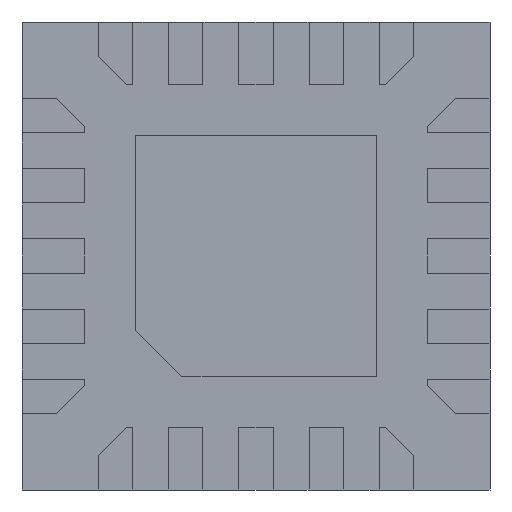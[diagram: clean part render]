
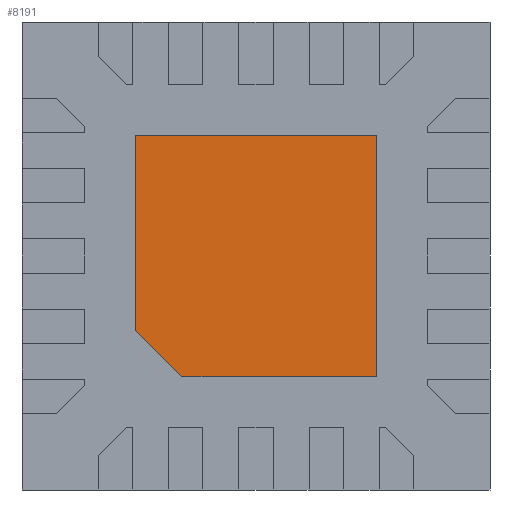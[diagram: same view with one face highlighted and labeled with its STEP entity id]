
A CAD part, front view. The second image highlights one B-rep face of the part: STEP entity #8191.
In plain terms, the highlighted planar face has unit normal (0, -1, 0).
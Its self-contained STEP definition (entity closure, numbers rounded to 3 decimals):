
#7806 = VERTEX_POINT('',#7807);
#7807 = CARTESIAN_POINT('',(0.775,0.,-0.775));
#7816 = PLANE('',#7817);
#7817 = AXIS2_PLACEMENT_3D('',#7818,#7819,#7820);
#7818 = CARTESIAN_POINT('',(0.775,-2.192,-0.775));
#7819 = DIRECTION('',(0.,0.,1.));
#7820 = DIRECTION('',(1.,0.,0.));
#7828 = PLANE('',#7829);
#7829 = AXIS2_PLACEMENT_3D('',#7830,#7831,#7832);
#7830 = CARTESIAN_POINT('',(0.775,-2.192,0.775));
#7831 = DIRECTION('',(-1.,0.,0.));
#7832 = DIRECTION('',(0.,0.,1.));
#7840 = EDGE_CURVE('',#7806,#7841,#7843,.T.);
#7841 = VERTEX_POINT('',#7842);
#7842 = CARTESIAN_POINT('',(-0.475,0.,-0.775));
#7843 = SURFACE_CURVE('',#7844,(#7848,#7855),.PCURVE_S1.);
#7844 = LINE('',#7845,#7846);
#7845 = CARTESIAN_POINT('',(0.775,0.,-0.775));
#7846 = VECTOR('',#7847,1.);
#7847 = DIRECTION('',(-1.,0.,0.));
#7848 = PCURVE('',#7816,#7849);
#7849 = DEFINITIONAL_REPRESENTATION('',(#7850),#7854);
#7850 = LINE('',#7851,#7852);
#7851 = CARTESIAN_POINT('',(0.,2.192));
#7852 = VECTOR('',#7853,1.);
#7853 = DIRECTION('',(-1.,0.));
#7854 = ( GEOMETRIC_REPRESENTATION_CONTEXT(2) 
PARAMETRIC_REPRESENTATION_CONTEXT() REPRESENTATION_CONTEXT('2D SPACE',''
  ) );
#7855 = PCURVE('',#7856,#7861);
#7856 = PLANE('',#7857);
#7857 = AXIS2_PLACEMENT_3D('',#7858,#7859,#7860);
#7858 = CARTESIAN_POINT('',(0.,0.,0.));
#7859 = DIRECTION('',(0.,1.,0.));
#7860 = DIRECTION('',(0.,0.,1.));
#7861 = DEFINITIONAL_REPRESENTATION('',(#7862),#7866);
#7862 = LINE('',#7863,#7864);
#7863 = CARTESIAN_POINT('',(-0.775,0.775));
#7864 = VECTOR('',#7865,1.);
#7865 = DIRECTION('',(0.,-1.));
#7866 = ( GEOMETRIC_REPRESENTATION_CONTEXT(2) 
PARAMETRIC_REPRESENTATION_CONTEXT() REPRESENTATION_CONTEXT('2D SPACE',''
  ) );
#7884 = PLANE('',#7885);
#7885 = AXIS2_PLACEMENT_3D('',#7886,#7887,#7888);
#7886 = CARTESIAN_POINT('',(-0.475,-2.192,-0.775));
#7887 = DIRECTION('',(0.707,0.,0.707));
#7888 = DIRECTION('',(0.707,0.,-0.707));
#7926 = EDGE_CURVE('',#7841,#7927,#7929,.T.);
#7927 = VERTEX_POINT('',#7928);
#7928 = CARTESIAN_POINT('',(-0.775,0.,-0.475));
#7929 = SURFACE_CURVE('',#7930,(#7934,#7941),.PCURVE_S1.);
#7930 = LINE('',#7931,#7932);
#7931 = CARTESIAN_POINT('',(-0.475,0.,-0.775));
#7932 = VECTOR('',#7933,1.);
#7933 = DIRECTION('',(-0.707,0.,0.707));
#7934 = PCURVE('',#7884,#7935);
#7935 = DEFINITIONAL_REPRESENTATION('',(#7936),#7940);
#7936 = LINE('',#7937,#7938);
#7937 = CARTESIAN_POINT('',(0.,2.192));
#7938 = VECTOR('',#7939,1.);
#7939 = DIRECTION('',(-1.,0.));
#7940 = ( GEOMETRIC_REPRESENTATION_CONTEXT(2) 
PARAMETRIC_REPRESENTATION_CONTEXT() REPRESENTATION_CONTEXT('2D SPACE',''
  ) );
#7941 = PCURVE('',#7856,#7942);
#7942 = DEFINITIONAL_REPRESENTATION('',(#7943),#7947);
#7943 = LINE('',#7944,#7945);
#7944 = CARTESIAN_POINT('',(-0.775,-0.475));
#7945 = VECTOR('',#7946,1.);
#7946 = DIRECTION('',(0.707,-0.707));
#7947 = ( GEOMETRIC_REPRESENTATION_CONTEXT(2) 
PARAMETRIC_REPRESENTATION_CONTEXT() REPRESENTATION_CONTEXT('2D SPACE',''
  ) );
#7965 = PLANE('',#7966);
#7966 = AXIS2_PLACEMENT_3D('',#7967,#7968,#7969);
#7967 = CARTESIAN_POINT('',(-0.775,-2.192,0.775));
#7968 = DIRECTION('',(1.,0.,0.));
#7969 = DIRECTION('',(0.,0.,-1.));
#8002 = EDGE_CURVE('',#7927,#8003,#8005,.T.);
#8003 = VERTEX_POINT('',#8004);
#8004 = CARTESIAN_POINT('',(-0.775,0.,0.775));
#8005 = SURFACE_CURVE('',#8006,(#8010,#8017),.PCURVE_S1.);
#8006 = LINE('',#8007,#8008);
#8007 = CARTESIAN_POINT('',(-0.775,0.,0.775));
#8008 = VECTOR('',#8009,1.);
#8009 = DIRECTION('',(0.,0.,1.));
#8010 = PCURVE('',#7965,#8011);
#8011 = DEFINITIONAL_REPRESENTATION('',(#8012),#8016);
#8012 = LINE('',#8013,#8014);
#8013 = CARTESIAN_POINT('',(0.,2.192));
#8014 = VECTOR('',#8015,1.);
#8015 = DIRECTION('',(-1.,0.));
#8016 = ( GEOMETRIC_REPRESENTATION_CONTEXT(2) 
PARAMETRIC_REPRESENTATION_CONTEXT() REPRESENTATION_CONTEXT('2D SPACE',''
  ) );
#8017 = PCURVE('',#7856,#8018);
#8018 = DEFINITIONAL_REPRESENTATION('',(#8019),#8023);
#8019 = LINE('',#8020,#8021);
#8020 = CARTESIAN_POINT('',(0.775,-0.775));
#8021 = VECTOR('',#8022,1.);
#8022 = DIRECTION('',(1.,0.));
#8023 = ( GEOMETRIC_REPRESENTATION_CONTEXT(2) 
PARAMETRIC_REPRESENTATION_CONTEXT() REPRESENTATION_CONTEXT('2D SPACE',''
  ) );
#8041 = PLANE('',#8042);
#8042 = AXIS2_PLACEMENT_3D('',#8043,#8044,#8045);
#8043 = CARTESIAN_POINT('',(0.775,-2.192,0.775));
#8044 = DIRECTION('',(0.,0.,-1.));
#8045 = DIRECTION('',(-1.,0.,0.));
#8078 = EDGE_CURVE('',#8003,#8079,#8081,.T.);
#8079 = VERTEX_POINT('',#8080);
#8080 = CARTESIAN_POINT('',(0.775,0.,0.775));
#8081 = SURFACE_CURVE('',#8082,(#8086,#8093),.PCURVE_S1.);
#8082 = LINE('',#8083,#8084);
#8083 = CARTESIAN_POINT('',(0.775,0.,0.775));
#8084 = VECTOR('',#8085,1.);
#8085 = DIRECTION('',(1.,0.,0.));
#8086 = PCURVE('',#8041,#8087);
#8087 = DEFINITIONAL_REPRESENTATION('',(#8088),#8092);
#8088 = LINE('',#8089,#8090);
#8089 = CARTESIAN_POINT('',(0.,2.192));
#8090 = VECTOR('',#8091,1.);
#8091 = DIRECTION('',(-1.,0.));
#8092 = ( GEOMETRIC_REPRESENTATION_CONTEXT(2) 
PARAMETRIC_REPRESENTATION_CONTEXT() REPRESENTATION_CONTEXT('2D SPACE',''
  ) );
#8093 = PCURVE('',#7856,#8094);
#8094 = DEFINITIONAL_REPRESENTATION('',(#8095),#8099);
#8095 = LINE('',#8096,#8097);
#8096 = CARTESIAN_POINT('',(0.775,0.775));
#8097 = VECTOR('',#8098,1.);
#8098 = DIRECTION('',(0.,1.));
#8099 = ( GEOMETRIC_REPRESENTATION_CONTEXT(2) 
PARAMETRIC_REPRESENTATION_CONTEXT() REPRESENTATION_CONTEXT('2D SPACE',''
  ) );
#8149 = EDGE_CURVE('',#8079,#7806,#8150,.T.);
#8150 = SURFACE_CURVE('',#8151,(#8155,#8162),.PCURVE_S1.);
#8151 = LINE('',#8152,#8153);
#8152 = CARTESIAN_POINT('',(0.775,0.,0.775));
#8153 = VECTOR('',#8154,1.);
#8154 = DIRECTION('',(0.,0.,-1.));
#8155 = PCURVE('',#7828,#8156);
#8156 = DEFINITIONAL_REPRESENTATION('',(#8157),#8161);
#8157 = LINE('',#8158,#8159);
#8158 = CARTESIAN_POINT('',(0.,2.192));
#8159 = VECTOR('',#8160,1.);
#8160 = DIRECTION('',(-1.,0.));
#8161 = ( GEOMETRIC_REPRESENTATION_CONTEXT(2) 
PARAMETRIC_REPRESENTATION_CONTEXT() REPRESENTATION_CONTEXT('2D SPACE',''
  ) );
#8162 = PCURVE('',#7856,#8163);
#8163 = DEFINITIONAL_REPRESENTATION('',(#8164),#8168);
#8164 = LINE('',#8165,#8166);
#8165 = CARTESIAN_POINT('',(0.775,0.775));
#8166 = VECTOR('',#8167,1.);
#8167 = DIRECTION('',(-1.,0.));
#8168 = ( GEOMETRIC_REPRESENTATION_CONTEXT(2) 
PARAMETRIC_REPRESENTATION_CONTEXT() REPRESENTATION_CONTEXT('2D SPACE',''
  ) );
#8191 = ADVANCED_FACE('',(#8192),#7856,.F.);
#8192 = FACE_BOUND('',#8193,.T.);
#8193 = EDGE_LOOP('',(#8194,#8195,#8196,#8197,#8198));
#8194 = ORIENTED_EDGE('',*,*,#8078,.F.);
#8195 = ORIENTED_EDGE('',*,*,#8002,.F.);
#8196 = ORIENTED_EDGE('',*,*,#7926,.F.);
#8197 = ORIENTED_EDGE('',*,*,#7840,.F.);
#8198 = ORIENTED_EDGE('',*,*,#8149,.F.);
